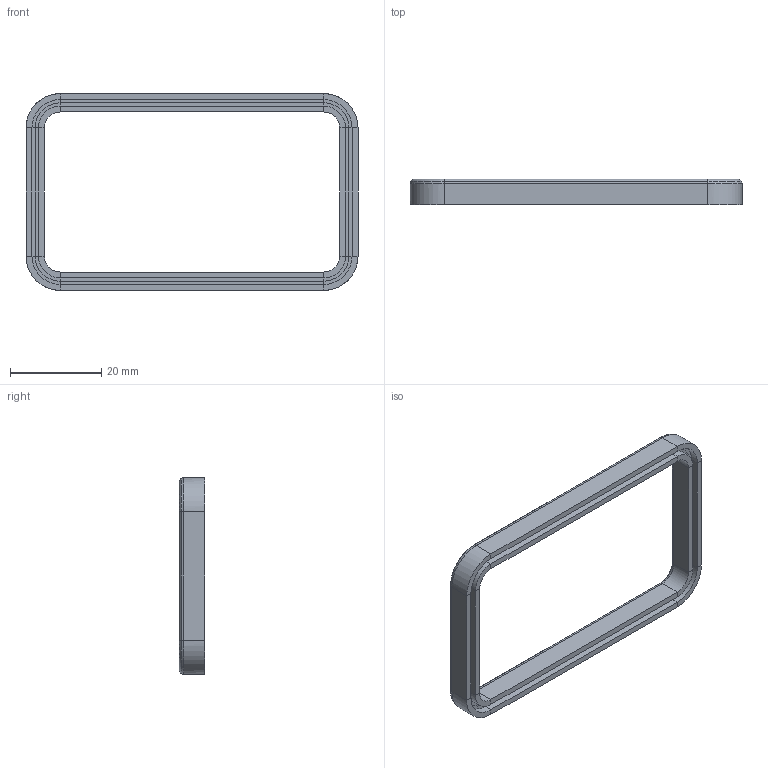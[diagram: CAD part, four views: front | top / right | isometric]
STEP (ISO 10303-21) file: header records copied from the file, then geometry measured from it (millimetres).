
FILE_DESCRIPTION(( 'HARTING HARTING HARTING HARTING HARTING HARTING HARTING HARTING HARTING', 'This Document is valid for Parts No. 09 30 000 9942'),'2;1');
FILE_NAME('MD_09300009942_R24847.stp', '2007-07-09T15:47:50',('ITIS-3'),('HARTING KGaA, D-32339 Espelkamp'), 'I-DEAS Master Series 10','HP-UNIX','Yes');
FILE_SCHEMA(('AUTOMOTIVE_DESIGN { 1 0 10303 214 1 1 1 1 }'));
Length unit declared in the file: millimetre
Products named in the file (1): Profil-Gummidichtung Han 10B
Bounding box: 72.6 x 5.6 x 43 mm (x, y, z)
Volume: 4002.1 mm3; surface area: 4514.6 mm2
Topology: 1 solids, 1 shells, 112 faces, 224 edges, 112 vertices
Faces by surface type: bspline 112
Entity records: 2603 total; most frequent: CARTESIAN_POINT 1241, ORIENTED_EDGE 448, EDGE_CURVE 224, VERTEX_POINT 112, EDGE_LOOP 112, FACE_OUTER_BOUND 112, ADVANCED_FACE 112, QUASI_UNIFORM_CURVE 80
